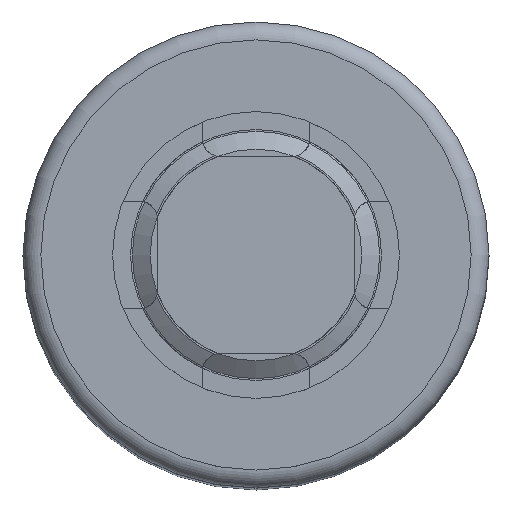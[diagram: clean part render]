
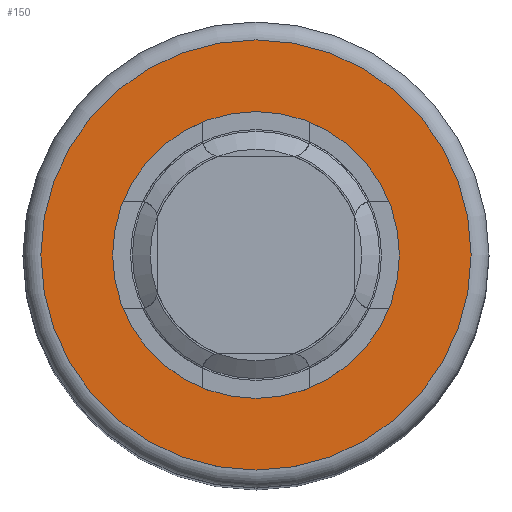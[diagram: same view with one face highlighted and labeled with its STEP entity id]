
A CAD part, top view. The second image highlights one B-rep face of the part: STEP entity #150.
In plain terms, the highlighted planar face has unit normal (0, 0, 1).
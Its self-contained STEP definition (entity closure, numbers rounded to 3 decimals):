
#150=ADVANCED_FACE('',(#749,#751),#753,.T.);
#749=FACE_BOUND('',#750,.T.);
#750=EDGE_LOOP('',(#1222));
#751=FACE_BOUND('',#752,.T.);
#752=EDGE_LOOP('',(#1223));
#753=PLANE('',#754);
#754=AXIS2_PLACEMENT_3D('',#755,#756,#757);
#755=CARTESIAN_POINT('',(0.,0.,0.));
#756=DIRECTION('',(0.,0.,1.));
#757=DIRECTION('',(0.,1.,0.));
#1222=ORIENTED_EDGE('',*,*,#1516,.F.);
#1223=ORIENTED_EDGE('',*,*,#1512,.T.);
#1512=EDGE_CURVE('',#1666,#1666,#1667,.T.);
#1516=EDGE_CURVE('',#1674,#1674,#1675,.T.);
#1666=VERTEX_POINT('',#1938);
#1667=CIRCLE('',#1939,8.);
#1674=VERTEX_POINT('',#1958);
#1675=CIRCLE('',#1959,12.);
#1938=CARTESIAN_POINT('',(0.,8.,0.));
#1939=AXIS2_PLACEMENT_3D('',#1940,#1941,#1942);
#1940=CARTESIAN_POINT('',(0.,0.,0.));
#1941=DIRECTION('',(0.,0.,-1.));
#1942=DIRECTION('',(0.,1.,0.));
#1958=CARTESIAN_POINT('',(0.,12.,0.));
#1959=AXIS2_PLACEMENT_3D('',#1960,#1961,#1962);
#1960=CARTESIAN_POINT('',(0.,0.,0.));
#1961=DIRECTION('',(0.,0.,-1.));
#1962=DIRECTION('',(0.,1.,0.));
